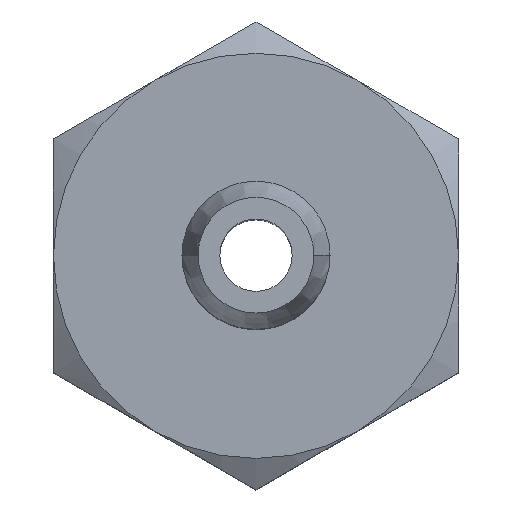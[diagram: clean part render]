
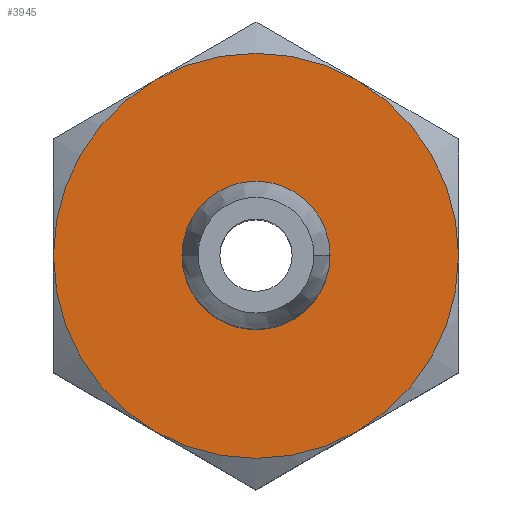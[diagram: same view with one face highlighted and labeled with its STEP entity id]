
A CAD part, top view. The second image highlights one B-rep face of the part: STEP entity #3945.
In plain terms, the highlighted planar face has unit normal (0, 0, 1).
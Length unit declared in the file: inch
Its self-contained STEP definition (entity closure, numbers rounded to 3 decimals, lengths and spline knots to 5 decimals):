
#861 = VERTEX_POINT ( 'NONE', #1257 ) ;
#864 = VERTEX_POINT ( 'NONE', #872 ) ;
#872 = CARTESIAN_POINT ( 'NONE',  ( -0.10938, -0.18944, 0. ) ) ;
#877 = DIRECTION ( 'NONE',  ( 1., 0., 0. ) ) ;
#883 = CARTESIAN_POINT ( 'NONE',  ( 0., 0., 0. ) ) ;
#1037 = CARTESIAN_POINT ( 'NONE',  ( 0., 0.0625, 0. ) ) ;
#1100 = CARTESIAN_POINT ( 'NONE',  ( 0.10937, 0.18944, 0. ) ) ;
#1107 = CARTESIAN_POINT ( 'NONE',  ( 0., -0.0625, 0. ) ) ;
#1137 = VERTEX_POINT ( 'NONE', #1245 ) ;
#1141 = DIRECTION ( 'NONE',  ( 0., 0., 1. ) ) ;
#1153 = VERTEX_POINT ( 'NONE', #1242 ) ;
#1178 = VERTEX_POINT ( 'NONE', #1225 ) ;
#1196 = VERTEX_POINT ( 'NONE', #1107 ) ;
#1216 = VERTEX_POINT ( 'NONE', #1100 ) ;
#1225 = CARTESIAN_POINT ( 'NONE',  ( -0.10937, 0.18944, 0. ) ) ;
#1242 = CARTESIAN_POINT ( 'NONE',  ( 0.21875, 0., 0. ) ) ;
#1245 = CARTESIAN_POINT ( 'NONE',  ( -0.21875, 0., 0. ) ) ;
#1257 = CARTESIAN_POINT ( 'NONE',  ( 0.10937, -0.18944, 0. ) ) ;
#1319 = VERTEX_POINT ( 'NONE', #1037 ) ;
#1738 = DIRECTION ( 'NONE',  ( -1., 0., 0. ) ) ;
#1739 = DIRECTION ( 'NONE',  ( 0., 0., -1. ) ) ;
#1743 = CARTESIAN_POINT ( 'NONE',  ( 0., 0., 0. ) ) ;
#2197 = EDGE_CURVE ( 'NONE', #1153, #1216, #6513, .T. ) ;
#2199 = EDGE_CURVE ( 'NONE', #864, #861, #6507, .T. ) ;
#2202 = EDGE_CURVE ( 'NONE', #1137, #864, #6506, .T. ) ;
#2203 = EDGE_CURVE ( 'NONE', #861, #1153, #6508, .T. ) ;
#2204 = EDGE_CURVE ( 'NONE', #1196, #1319, #7157, .T. ) ;
#2205 = EDGE_CURVE ( 'NONE', #1178, #1137, #7162, .T. ) ;
#2206 = EDGE_CURVE ( 'NONE', #1216, #1178, #7163, .T. ) ;
#2240 = EDGE_CURVE ( 'NONE', #1319, #1196, #5497, .T. ) ;
#3680 = ORIENTED_EDGE ( 'NONE', *, *, #2202, .T. ) ;
#3683 = ORIENTED_EDGE ( 'NONE', *, *, #2204, .T. ) ;
#3685 = ORIENTED_EDGE ( 'NONE', *, *, #2206, .T. ) ;
#3695 = ORIENTED_EDGE ( 'NONE', *, *, #2205, .T. ) ;
#3700 = ORIENTED_EDGE ( 'NONE', *, *, #2197, .T. ) ;
#3709 = ORIENTED_EDGE ( 'NONE', *, *, #2203, .T. ) ;
#3712 = ORIENTED_EDGE ( 'NONE', *, *, #2240, .T. ) ;
#3727 = ORIENTED_EDGE ( 'NONE', *, *, #2199, .T. ) ;
#3832 = EDGE_LOOP ( 'NONE', ( #3695, #3680, #3727, #3709, #3700, #3685 ) ) ;
#3844 = EDGE_LOOP ( 'NONE', ( #3683, #3712 ) ) ;
#3945 = ADVANCED_FACE ( 'NONE', ( #5579, #5589 ), #4551, .F. ) ;
#4547 = DIRECTION ( 'NONE',  ( -1., 0., 0. ) ) ;
#4548 = DIRECTION ( 'NONE',  ( 0., 0., -1. ) ) ;
#4551 = PLANE ( 'NONE',  #4743 ) ;
#4552 = CARTESIAN_POINT ( 'NONE',  ( 0., 0.25259, 0. ) ) ;
#4698 = AXIS2_PLACEMENT_3D ( 'NONE', #883, #1141, #877 ) ;
#4699 = AXIS2_PLACEMENT_3D ( 'NONE', #6991, #6992, #6997 ) ;
#4700 = AXIS2_PLACEMENT_3D ( 'NONE', #7048, #7079, #7080 ) ;
#4701 = AXIS2_PLACEMENT_3D ( 'NONE', #6684, #6674, #6679 ) ;
#4702 = AXIS2_PLACEMENT_3D ( 'NONE', #6670, #7082, #7000 ) ;
#4703 = AXIS2_PLACEMENT_3D ( 'NONE', #6678, #6999, #6993 ) ;
#4705 = AXIS2_PLACEMENT_3D ( 'NONE', #6987, #6998, #6990 ) ;
#4730 = AXIS2_PLACEMENT_3D ( 'NONE', #1743, #1739, #1738 ) ;
#4743 = AXIS2_PLACEMENT_3D ( 'NONE', #4552, #4548, #4547 ) ;
#5497 = CIRCLE ( 'NONE', #4730, 0.0625 ) ;
#5579 = FACE_BOUND ( 'NONE', #3844, .T. ) ;
#5589 = FACE_OUTER_BOUND ( 'NONE', #3832, .T. ) ;
#6506 = CIRCLE ( 'NONE', #4700, 0.21875 ) ;
#6507 = CIRCLE ( 'NONE', #4701, 0.21875 ) ;
#6508 = CIRCLE ( 'NONE', #4702, 0.21875 ) ;
#6513 = CIRCLE ( 'NONE', #4698, 0.21875 ) ;
#6670 = CARTESIAN_POINT ( 'NONE',  ( 0., 0., 0. ) ) ;
#6674 = DIRECTION ( 'NONE',  ( 0., 0., 1. ) ) ;
#6678 = CARTESIAN_POINT ( 'NONE',  ( 0., 0., 0. ) ) ;
#6679 = DIRECTION ( 'NONE',  ( 1., 0., 0. ) ) ;
#6684 = CARTESIAN_POINT ( 'NONE',  ( 0., 0., 0. ) ) ;
#6987 = CARTESIAN_POINT ( 'NONE',  ( 0., 0., 0. ) ) ;
#6990 = DIRECTION ( 'NONE',  ( 1., 0., 0. ) ) ;
#6991 = CARTESIAN_POINT ( 'NONE',  ( 0., 0., 0. ) ) ;
#6992 = DIRECTION ( 'NONE',  ( 0., 0., 1. ) ) ;
#6993 = DIRECTION ( 'NONE',  ( -1., 0., 0. ) ) ;
#6997 = DIRECTION ( 'NONE',  ( 1., 0., 0. ) ) ;
#6998 = DIRECTION ( 'NONE',  ( 0., 0., 1. ) ) ;
#6999 = DIRECTION ( 'NONE',  ( 0., 0., -1. ) ) ;
#7000 = DIRECTION ( 'NONE',  ( 1., 0., 0. ) ) ;
#7048 = CARTESIAN_POINT ( 'NONE',  ( 0., 0., 0. ) ) ;
#7079 = DIRECTION ( 'NONE',  ( 0., 0., 1. ) ) ;
#7080 = DIRECTION ( 'NONE',  ( 1., 0., 0. ) ) ;
#7082 = DIRECTION ( 'NONE',  ( 0., 0., 1. ) ) ;
#7157 = CIRCLE ( 'NONE', #4703, 0.0625 ) ;
#7162 = CIRCLE ( 'NONE', #4699, 0.21875 ) ;
#7163 = CIRCLE ( 'NONE', #4705, 0.21875 ) ;
